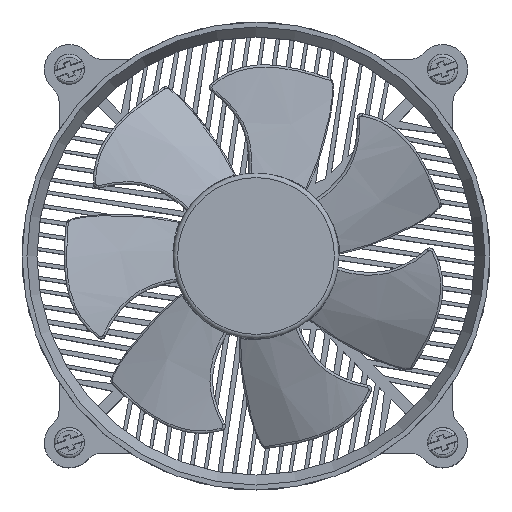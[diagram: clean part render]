
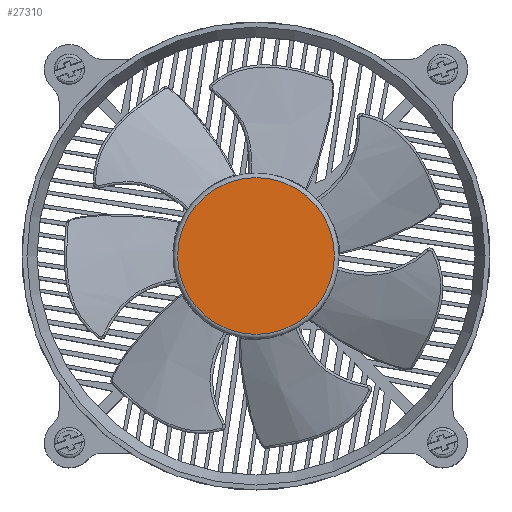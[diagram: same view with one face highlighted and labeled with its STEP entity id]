
A CAD part, top view. The second image highlights one B-rep face of the part: STEP entity #27310.
In plain terms, the highlighted planar face has unit normal (0, 0, 1).
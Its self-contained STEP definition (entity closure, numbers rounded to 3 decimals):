
#1612=PLANE('',#28812);
#9570=ORIENTED_EDGE('',*,*,#13523,.F.);
#13523=EDGE_CURVE('',#15847,#15847,#16756,.T.);
#15847=VERTEX_POINT('',#41207);
#16756=CIRCLE('',#28813,15.75);
#17834=EDGE_LOOP('',(#9570));
#19158=FACE_BOUND('',#17834,.T.);
#27310=ADVANCED_FACE('',(#19158),#1612,.T.);
#28812=AXIS2_PLACEMENT_3D('',#41205,#32918,#32919);
#28813=AXIS2_PLACEMENT_3D('',#41206,#32920,#32921);
#32918=DIRECTION('',(0.,0.,1.));
#32919=DIRECTION('',(1.,0.,0.));
#32920=DIRECTION('',(0.,0.,-1.));
#32921=DIRECTION('',(-1.,0.,0.));
#41205=CARTESIAN_POINT('',(-144.959,11.241,11.5));
#41206=CARTESIAN_POINT('',(-140.,0.,11.5));
#41207=CARTESIAN_POINT('',(-155.75,0.,11.5));
